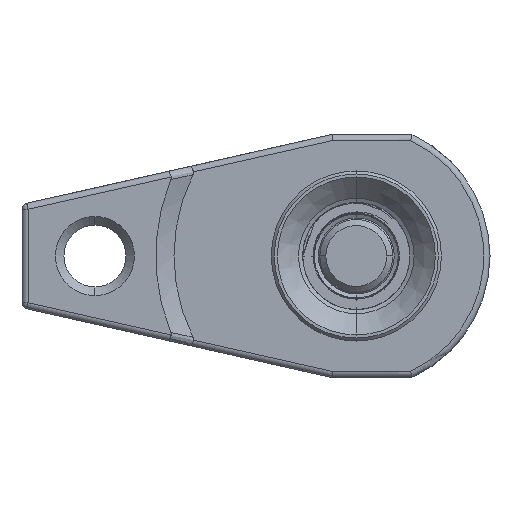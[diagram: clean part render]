
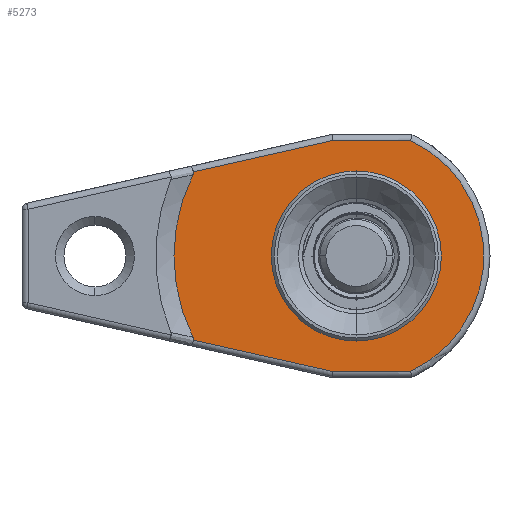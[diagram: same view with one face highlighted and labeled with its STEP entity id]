
A CAD part, front view. The second image highlights one B-rep face of the part: STEP entity #5273.
In plain terms, the highlighted planar face has unit normal (0, -1, 0).
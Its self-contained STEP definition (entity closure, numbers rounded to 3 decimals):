
#98 = EDGE_CURVE ( 'NONE', #4026, #1490, #6053, .T. ) ;
#169 = DIRECTION ( 'NONE',  ( 0., 0., -1. ) ) ;
#318 = EDGE_CURVE ( 'NONE', #542, #4026, #2100, .T. ) ;
#399 = DIRECTION ( 'NONE',  ( -1., 0., 0. ) ) ;
#436 = LINE ( 'NONE', #6608, #2363 ) ;
#524 = DIRECTION ( 'NONE',  ( 0., 0., -1. ) ) ;
#525 = CARTESIAN_POINT ( 'NONE',  ( -3.901, 86., -19. ) ) ;
#542 = VERTEX_POINT ( 'NONE', #525 ) ;
#613 = ORIENTED_EDGE ( 'NONE', *, *, #2469, .T. ) ;
#663 = DIRECTION ( 'NONE',  ( -0.975, 0., -0.22 ) ) ;
#803 = DIRECTION ( 'NONE',  ( 0., 0., -1. ) ) ;
#925 = DIRECTION ( 'NONE',  ( 0., 0., -1. ) ) ;
#1004 = EDGE_LOOP ( 'NONE', ( #7245, #4065 ) ) ;
#1157 = B_SPLINE_CURVE_WITH_KNOTS ( 'NONE', 3,
 ( #7023, #5840, #1363, #5878 ),
 .UNSPECIFIED., .F., .F.,
 ( 4, 4 ),
 ( 0., 0. ),
 .UNSPECIFIED. ) ;
#1193 = B_SPLINE_CURVE_WITH_KNOTS ( 'NONE', 3,
 ( #5346, #7119, #1970, #6570 ),
 .UNSPECIFIED., .F., .F.,
 ( 4, 4 ),
 ( 0., 0. ),
 .UNSPECIFIED. ) ;
#1265 = VERTEX_POINT ( 'NONE', #4196 ) ;
#1316 = LINE ( 'NONE', #5692, #3645 ) ;
#1363 = CARTESIAN_POINT ( 'NONE',  ( -26.753, 86., -13.677 ) ) ;
#1451 = DIRECTION ( 'NONE',  ( 0., -1., 0. ) ) ;
#1490 = VERTEX_POINT ( 'NONE', #3383 ) ;
#1539 = VERTEX_POINT ( 'NONE', #5644 ) ;
#1567 = DIRECTION ( 'NONE',  ( 0.975, 0., -0.22 ) ) ;
#1593 = VECTOR ( 'NONE', #6586, 1000. ) ;
#1832 = CARTESIAN_POINT ( 'NONE',  ( 8.944, 86., -19. ) ) ;
#1970 = CARTESIAN_POINT ( 'NONE',  ( -26.786, 86., 13.511 ) ) ;
#2059 = EDGE_CURVE ( 'NONE', #5530, #5729, #6588, .T. ) ;
#2083 = DIRECTION ( 'NONE',  ( 0., 0., -1. ) ) ;
#2094 = CIRCLE ( 'NONE', #3033, 14. ) ;
#2100 = LINE ( 'NONE', #4351, #1593 ) ;
#2301 = FACE_OUTER_BOUND ( 'NONE', #5969, .T. ) ;
#2357 = EDGE_CURVE ( 'NONE', #1265, #6650, #1316, .T. ) ;
#2363 = VECTOR ( 'NONE', #1567, 1000. ) ;
#2469 = EDGE_CURVE ( 'NONE', #4359, #542, #436, .T. ) ;
#2480 = AXIS2_PLACEMENT_3D ( 'NONE', #5484, #5971, #925 ) ;
#2861 = ORIENTED_EDGE ( 'NONE', *, *, #7093, .T. ) ;
#2895 = CARTESIAN_POINT ( 'NONE',  ( 30., 86., 0. ) ) ;
#2998 = CARTESIAN_POINT ( 'NONE',  ( -26.859, 86., 13.364 ) ) ;
#3033 = AXIS2_PLACEMENT_3D ( 'NONE', #5862, #1451, #2083 ) ;
#3190 = LINE ( 'NONE', #5902, #6791 ) ;
#3324 = CARTESIAN_POINT ( 'NONE',  ( 0., 86., 0. ) ) ;
#3383 = CARTESIAN_POINT ( 'NONE',  ( 8.944, 86., 19. ) ) ;
#3470 = CARTESIAN_POINT ( 'NONE',  ( 0., 86., 0. ) ) ;
#3552 = ORIENTED_EDGE ( 'NONE', *, *, #2059, .T. ) ;
#3569 = DIRECTION ( 'NONE',  ( 0., -1., 0. ) ) ;
#3645 = VECTOR ( 'NONE', #663, 1000. ) ;
#3925 = CIRCLE ( 'NONE', #4980, 14. ) ;
#3989 = EDGE_CURVE ( 'NONE', #5729, #4359, #1157, .T. ) ;
#4024 = PLANE ( 'NONE',  #5092 ) ;
#4026 = VERTEX_POINT ( 'NONE', #1832 ) ;
#4054 = AXIS2_PLACEMENT_3D ( 'NONE', #3470, #3569, #803 ) ;
#4065 = ORIENTED_EDGE ( 'NONE', *, *, #6908, .F. ) ;
#4196 = CARTESIAN_POINT ( 'NONE',  ( -3.901, 86., 19. ) ) ;
#4329 = CARTESIAN_POINT ( 'NONE',  ( 0., 86., 14. ) ) ;
#4351 = CARTESIAN_POINT ( 'NONE',  ( 30., 86., -19. ) ) ;
#4359 = VERTEX_POINT ( 'NONE', #6547 ) ;
#4428 = CARTESIAN_POINT ( 'NONE',  ( -26.789, 86., 13.838 ) ) ;
#4619 = EDGE_CURVE ( 'NONE', #1539, #5004, #3925, .T. ) ;
#4791 = ORIENTED_EDGE ( 'NONE', *, *, #98, .T. ) ;
#4980 = AXIS2_PLACEMENT_3D ( 'NONE', #3324, #5549, #524 ) ;
#5004 = VERTEX_POINT ( 'NONE', #4329 ) ;
#5092 = AXIS2_PLACEMENT_3D ( 'NONE', #2895, #6819, #169 ) ;
#5123 = ORIENTED_EDGE ( 'NONE', *, *, #2357, .T. ) ;
#5184 = ORIENTED_EDGE ( 'NONE', *, *, #6943, .T. ) ;
#5269 = ORIENTED_EDGE ( 'NONE', *, *, #3989, .T. ) ;
#5273 = ADVANCED_FACE ( 'NONE', ( #6925, #2301 ), #4024, .T. ) ;
#5346 = CARTESIAN_POINT ( 'NONE',  ( -26.789, 86., 13.838 ) ) ;
#5484 = CARTESIAN_POINT ( 'NONE',  ( 0., 86., 0. ) ) ;
#5530 = VERTEX_POINT ( 'NONE', #2998 ) ;
#5549 = DIRECTION ( 'NONE',  ( 0., -1., 0. ) ) ;
#5644 = CARTESIAN_POINT ( 'NONE',  ( 0., 86., -14. ) ) ;
#5692 = CARTESIAN_POINT ( 'NONE',  ( 24.281, 86., 25.356 ) ) ;
#5729 = VERTEX_POINT ( 'NONE', #7032 ) ;
#5840 = CARTESIAN_POINT ( 'NONE',  ( -26.786, 86., -13.511 ) ) ;
#5862 = CARTESIAN_POINT ( 'NONE',  ( 0., 86., 0. ) ) ;
#5878 = CARTESIAN_POINT ( 'NONE',  ( -26.789, 86., -13.838 ) ) ;
#5902 = CARTESIAN_POINT ( 'NONE',  ( 30., 86., 19. ) ) ;
#5969 = EDGE_LOOP ( 'NONE', ( #5269, #613, #5972, #4791, #2861, #5123, #5184, #3552 ) ) ;
#5971 = DIRECTION ( 'NONE',  ( 0., -1., 0. ) ) ;
#5972 = ORIENTED_EDGE ( 'NONE', *, *, #318, .T. ) ;
#6053 = CIRCLE ( 'NONE', #4054, 21. ) ;
#6547 = CARTESIAN_POINT ( 'NONE',  ( -26.789, 86., -13.838 ) ) ;
#6570 = CARTESIAN_POINT ( 'NONE',  ( -26.859, 86., 13.364 ) ) ;
#6586 = DIRECTION ( 'NONE',  ( 1., 0., 0. ) ) ;
#6588 = CIRCLE ( 'NONE', #2480, 30. ) ;
#6608 = CARTESIAN_POINT ( 'NONE',  ( 24.281, 86., -25.356 ) ) ;
#6650 = VERTEX_POINT ( 'NONE', #4428 ) ;
#6791 = VECTOR ( 'NONE', #399, 1000. ) ;
#6819 = DIRECTION ( 'NONE',  ( 0., -1., 0. ) ) ;
#6908 = EDGE_CURVE ( 'NONE', #5004, #1539, #2094, .T. ) ;
#6925 = FACE_BOUND ( 'NONE', #1004, .T. ) ;
#6943 = EDGE_CURVE ( 'NONE', #6650, #5530, #1193, .T. ) ;
#7023 = CARTESIAN_POINT ( 'NONE',  ( -26.859, 86., -13.364 ) ) ;
#7032 = CARTESIAN_POINT ( 'NONE',  ( -26.859, 86., -13.364 ) ) ;
#7093 = EDGE_CURVE ( 'NONE', #1490, #1265, #3190, .T. ) ;
#7119 = CARTESIAN_POINT ( 'NONE',  ( -26.753, 86., 13.677 ) ) ;
#7245 = ORIENTED_EDGE ( 'NONE', *, *, #4619, .F. ) ;
